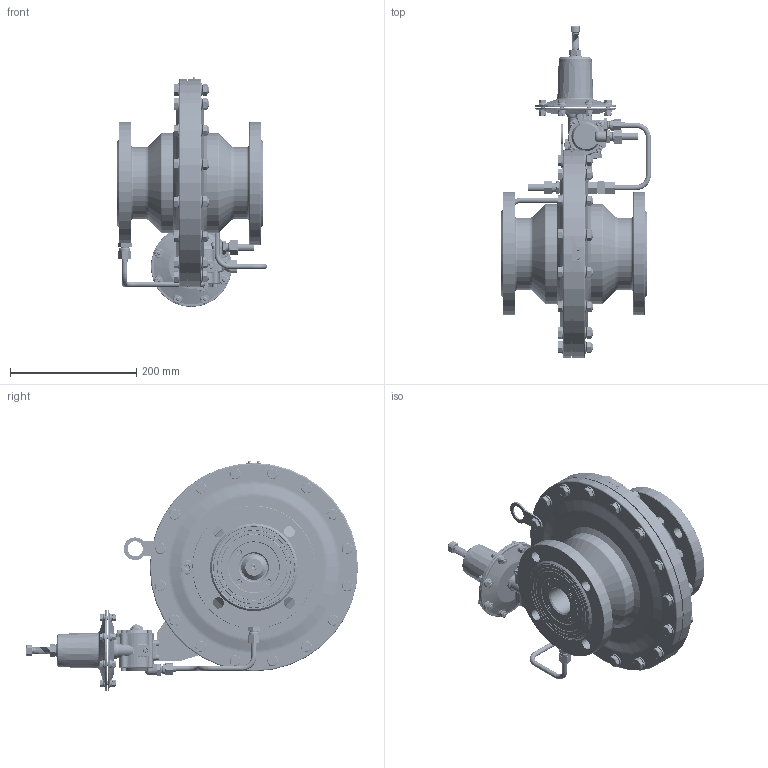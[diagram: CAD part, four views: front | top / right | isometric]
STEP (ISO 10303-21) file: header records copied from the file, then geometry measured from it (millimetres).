
FILE_DESCRIPTION (( 'STEP AP203' ), '1' );
FILE_NAME ('VENIO-C-80.STEP', '2019-10-18T10:21:18', ( '' ), ( '' ), 'SwSTEP 2.0', 'SolidWorks 2018', '' );
FILE_SCHEMA (( 'CONFIG_CONTROL_DESIGN' ));
Products named in the file (1): VENIO-C-80
Bounding box: 237.5 x 526.12 x 364.11 mm (x, y, z)
Volume: 4954604.7 mm3; surface area: 1310041.4 mm2
Topology: 206 solids, 206 shells, 6608 faces, 14984 edges, 8836 vertices
Faces by surface type: cylinder 2055, plane 1689, cone 1438, torus 748, bspline 400, sphere 278
Entity records: 236091 total; most frequent: CARTESIAN_POINT 89488, DIRECTION 32449, ORIENTED_EDGE 29420, EDGE_CURVE 14710, AXIS2_PLACEMENT_3D 13823, VERTEX_POINT 8792, CIRCLE 7614, EDGE_LOOP 7380
